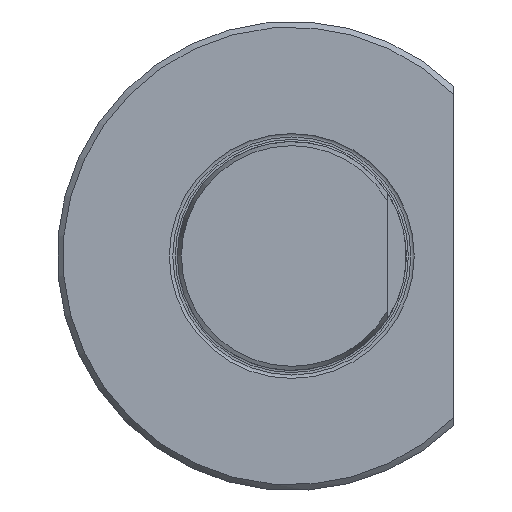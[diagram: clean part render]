
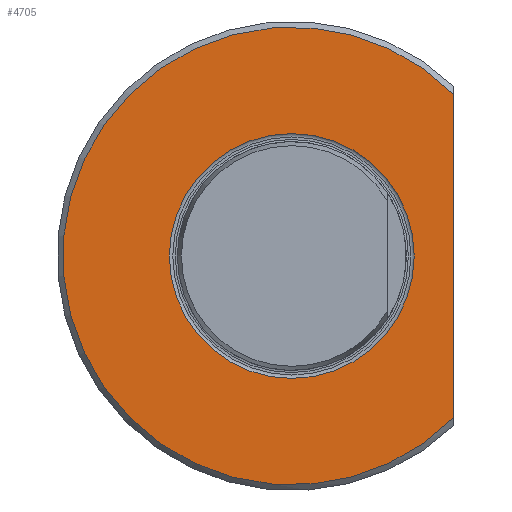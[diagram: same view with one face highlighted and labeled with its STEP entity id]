
A CAD part, front view. The second image highlights one B-rep face of the part: STEP entity #4705.
In plain terms, the highlighted planar face has unit normal (0, -1, 0).
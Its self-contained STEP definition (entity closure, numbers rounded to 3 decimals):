
#151 = FACE_OUTER_BOUND ( 'NONE', #9090, .T. ) ;
#294 = FACE_BOUND ( 'NONE', #10442, .T. ) ;
#363 = DIRECTION ( 'NONE',  ( 0., -1., 0. ) ) ;
#446 = CARTESIAN_POINT ( 'NONE',  ( 32.095, 0., 0. ) ) ;
#517 = VERTEX_POINT ( 'NONE', #446 ) ;
#1314 = CIRCLE ( 'NONE', #7507, 32.095 ) ;
#2101 = CARTESIAN_POINT ( 'NONE',  ( 42.5, 0., -42.353 ) ) ;
#2648 = DIRECTION ( 'NONE',  ( 1., 0., 0. ) ) ;
#2654 = PLANE ( 'NONE',  #9024 ) ;
#3542 = EDGE_CURVE ( 'NONE', #517, #517, #1314, .T. ) ;
#3687 = CARTESIAN_POINT ( 'NONE',  ( 42.5, 0., 42.353 ) ) ;
#4705 = ADVANCED_FACE ( 'Defeature completata1_9', ( #151, #294 ), #2654, .T. ) ;
#4731 = DIRECTION ( 'NONE',  ( 0., -1., 0. ) ) ;
#5881 = CARTESIAN_POINT ( 'NONE',  ( 42.5, 0., 0. ) ) ;
#5952 = DIRECTION ( 'NONE',  ( 0., 1., 0. ) ) ;
#6420 = EDGE_CURVE ( 'NONE', #7307, #12846, #11285, .T. ) ;
#6732 = CARTESIAN_POINT ( 'NONE',  ( -32.15, 0., 0. ) ) ;
#7016 = CARTESIAN_POINT ( 'NONE',  ( 0., 0., 0. ) ) ;
#7162 = ORIENTED_EDGE ( 'NONE', *, *, #6420, .F. ) ;
#7307 = VERTEX_POINT ( 'NONE', #3687 ) ;
#7507 = AXIS2_PLACEMENT_3D ( 'NONE', #7016, #4731, #2648 ) ;
#7876 = EDGE_CURVE ( 'NONE', #12846, #7307, #9455, .T. ) ;
#7994 = ORIENTED_EDGE ( 'NONE', *, *, #3542, .F. ) ;
#9024 = AXIS2_PLACEMENT_3D ( 'NONE', #6732, #363, #13433 ) ;
#9090 = EDGE_LOOP ( 'NONE', ( #7162, #13778 ) ) ;
#9151 = CARTESIAN_POINT ( 'NONE',  ( 0., 0., 0. ) ) ;
#9455 = CIRCLE ( 'NONE', #9897, 60. ) ;
#9897 = AXIS2_PLACEMENT_3D ( 'NONE', #9151, #5952, #13503 ) ;
#10442 = EDGE_LOOP ( 'NONE', ( #7994 ) ) ;
#11285 = LINE ( 'NONE', #5881, #12026 ) ;
#12026 = VECTOR ( 'NONE', #13501, 1000. ) ;
#12846 = VERTEX_POINT ( 'NONE', #2101 ) ;
#13433 = DIRECTION ( 'NONE',  ( 1., 0., 0. ) ) ;
#13501 = DIRECTION ( 'NONE',  ( 0., 0., -1. ) ) ;
#13503 = DIRECTION ( 'NONE',  ( -1., 0., 0. ) ) ;
#13778 = ORIENTED_EDGE ( 'NONE', *, *, #7876, .F. ) ;
